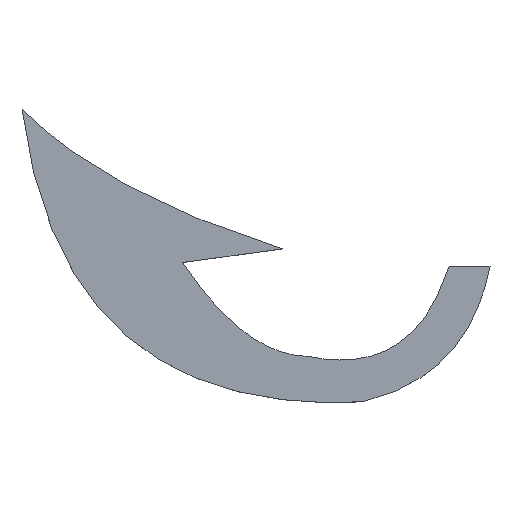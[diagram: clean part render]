
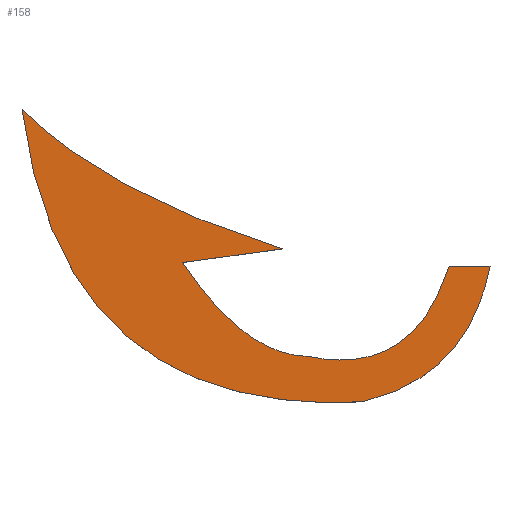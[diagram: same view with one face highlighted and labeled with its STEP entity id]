
A CAD part, top view. The second image highlights one B-rep face of the part: STEP entity #158.
In plain terms, the highlighted planar face has unit normal (0, 0, 1).
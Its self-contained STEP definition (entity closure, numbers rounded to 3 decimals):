
#16=B_SPLINE_CURVE_WITH_KNOTS('',2,(#220,#221,#222),.UNSPECIFIED.,.F.,.F.,
(3,3),(0.,1.),.UNSPECIFIED.);
#18=B_SPLINE_CURVE_WITH_KNOTS('',2,(#235,#236,#237),.UNSPECIFIED.,.F.,.F.,
(3,3),(0.,1.),.UNSPECIFIED.);
#20=B_SPLINE_CURVE_WITH_KNOTS('',2,(#256,#257,#258),.UNSPECIFIED.,.F.,.F.,
(3,3),(0.,1.),.UNSPECIFIED.);
#22=B_SPLINE_CURVE_WITH_KNOTS('',2,(#271,#272,#273),.UNSPECIFIED.,.F.,.F.,
(3,3),(0.,1.),.UNSPECIFIED.);
#24=B_SPLINE_CURVE_WITH_KNOTS('',2,(#284,#285,#286),.UNSPECIFIED.,.F.,.F.,
(3,3),(0.,1.),.UNSPECIFIED.);
#37=FACE_OUTER_BOUND('',#46,.T.);
#46=EDGE_LOOP('',(#133,#134,#135,#136,#137,#138,#139));
#50=LINE('',#207,#61);
#55=LINE('',#243,#66);
#61=VECTOR('',#184,10.);
#66=VECTOR('',#191,10.);
#72=VERTEX_POINT('',#204);
#73=VERTEX_POINT('',#206);
#75=VERTEX_POINT('',#219);
#77=VERTEX_POINT('',#234);
#79=VERTEX_POINT('',#242);
#81=VERTEX_POINT('',#255);
#83=VERTEX_POINT('',#270);
#86=EDGE_CURVE('',#73,#72,#50,.T.);
#89=EDGE_CURVE('',#75,#73,#16,.T.);
#92=EDGE_CURVE('',#77,#75,#18,.T.);
#95=EDGE_CURVE('',#79,#77,#55,.T.);
#98=EDGE_CURVE('',#81,#79,#20,.T.);
#101=EDGE_CURVE('',#83,#81,#22,.T.);
#104=EDGE_CURVE('',#72,#83,#24,.T.);
#133=ORIENTED_EDGE('',*,*,#104,.T.);
#134=ORIENTED_EDGE('',*,*,#101,.T.);
#135=ORIENTED_EDGE('',*,*,#98,.T.);
#136=ORIENTED_EDGE('',*,*,#95,.T.);
#137=ORIENTED_EDGE('',*,*,#92,.T.);
#138=ORIENTED_EDGE('',*,*,#89,.T.);
#139=ORIENTED_EDGE('',*,*,#86,.T.);
#149=PLANE('',#176);
#158=ADVANCED_FACE('',(#37),#149,.T.);
#176=AXIS2_PLACEMENT_3D('',#287,#195,#196);
#184=DIRECTION('',(0.991,0.135,0.));
#191=DIRECTION('',(-1.,0.,0.));
#195=DIRECTION('center_axis',(0.,0.,1.));
#196=DIRECTION('ref_axis',(1.,0.,0.));
#204=CARTESIAN_POINT('',(72.03,-26.889,1.));
#206=CARTESIAN_POINT('',(68.126,-27.422,1.));
#207=CARTESIAN_POINT('',(68.126,-27.422,1.));
#219=CARTESIAN_POINT('',(73.036,-31.09,1.));
#220=CARTESIAN_POINT('Ctrl Pts',(73.036,-31.09,1.));
#221=CARTESIAN_POINT('Ctrl Pts',(70.551,-31.06,1.));
#222=CARTESIAN_POINT('Ctrl Pts',(68.126,-27.422,1.));
#234=CARTESIAN_POINT('',(78.538,-27.57,1.));
#235=CARTESIAN_POINT('Ctrl Pts',(78.538,-27.57,1.));
#236=CARTESIAN_POINT('Ctrl Pts',(77.148,-31.948,1.));
#237=CARTESIAN_POINT('Ctrl Pts',(73.036,-31.09,1.));
#242=CARTESIAN_POINT('',(80.136,-27.57,1.));
#243=CARTESIAN_POINT('',(80.136,-27.57,1.));
#255=CARTESIAN_POINT('',(75.166,-32.865,1.));
#256=CARTESIAN_POINT('Ctrl Pts',(75.166,-32.865,1.));
#257=CARTESIAN_POINT('Ctrl Pts',(79.308,-31.859,1.));
#258=CARTESIAN_POINT('Ctrl Pts',(80.136,-27.57,1.));
#270=CARTESIAN_POINT('',(61.855,-21.446,1.));
#271=CARTESIAN_POINT('Ctrl Pts',(61.855,-21.446,1.));
#272=CARTESIAN_POINT('Ctrl Pts',(63.393,-33.456,1.));
#273=CARTESIAN_POINT('Ctrl Pts',(75.166,-32.865,1.));
#284=CARTESIAN_POINT('Ctrl Pts',(72.03,-26.889,1.));
#285=CARTESIAN_POINT('Ctrl Pts',(65.138,-24.73,1.));
#286=CARTESIAN_POINT('Ctrl Pts',(61.855,-21.446,1.));
#287=CARTESIAN_POINT('Origin',(70.995,-27.451,1.));
